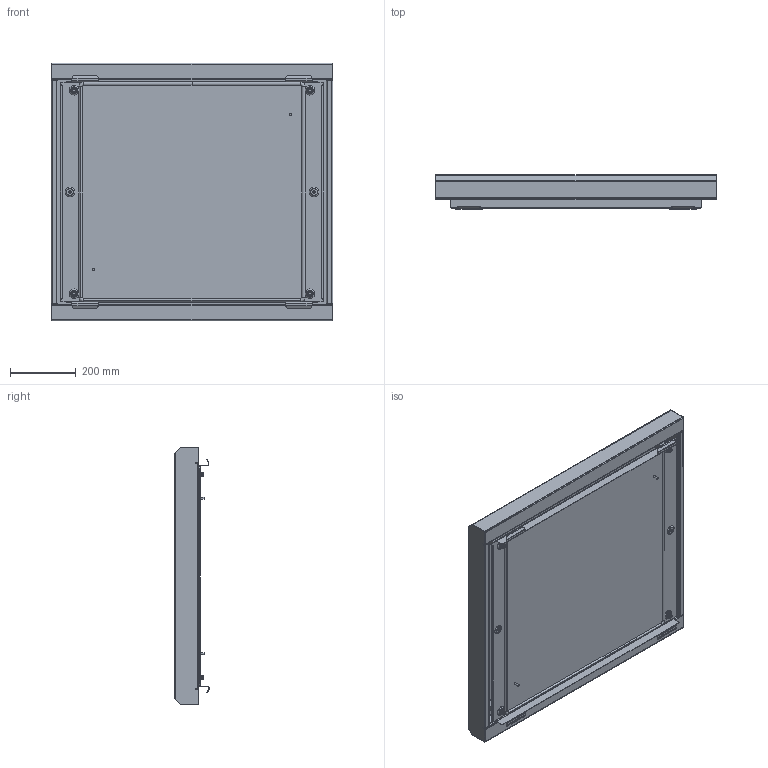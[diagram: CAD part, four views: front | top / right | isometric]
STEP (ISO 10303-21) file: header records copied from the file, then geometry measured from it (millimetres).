
FILE_DESCRIPTION (( 'STEP AP214' ), '1' );
FILE_NAME ('628.701.STEP', '2024-09-25T06:19:40', ( '' ), ( '' ), 'SwSTEP 2.0', 'SolidWorks 2021', '' );
FILE_SCHEMA (( 'AUTOMOTIVE_DESIGN' ));
Length unit declared in the file: millimetre
Products named in the file (8): 628.701-01; Øïèëüêà ïðèâàðíàÿ Ì6õ16; 628.700; 628.701; 620.701-02; Ãàñêåòèíã êðûøè ÌÊ-20 W800D700; Êðûøà W800D700; Ïðîñòàâêà
Assembly tree (12 placements, depth 3):
  628.701
    628.701-01
    620.701-02  x2
    Ïðîñòàâêà  x4
    628.700
      Êðûøà W800D700
      Ãàñêåòèíã êðûøè ÌÊ-20 W800D700
      Øïèëüêà ïðèâàðíàÿ Ì6õ16  x2
Bounding box: 858 x 103.7 x 786 mm (x, y, z)
Volume: 2674844.1 mm3; surface area: 3348592.6 mm2
Topology: 11 solids, 11 shells, 666 faces, 1634 edges, 1002 vertices
Faces by surface type: cylinder 303, plane 279, cone 44, bspline 36, torus 4
Entity records: 15517 total; most frequent: CARTESIAN_POINT 6010, DIRECTION 1930, ORIENTED_EDGE 1908, EDGE_CURVE 954, AXIS2_PLACEMENT_3D 689, VERTEX_POINT 568, LINE 552, VECTOR 552
